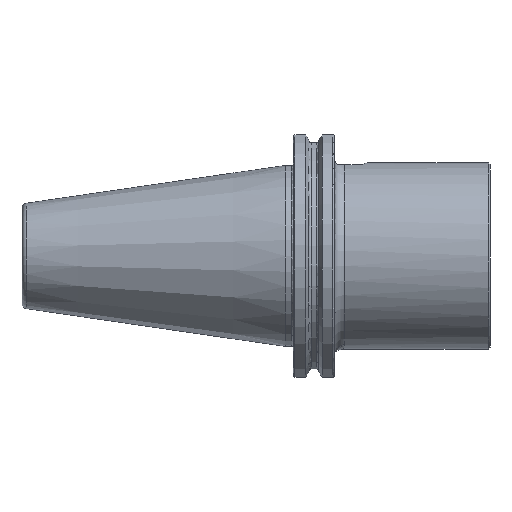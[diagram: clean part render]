
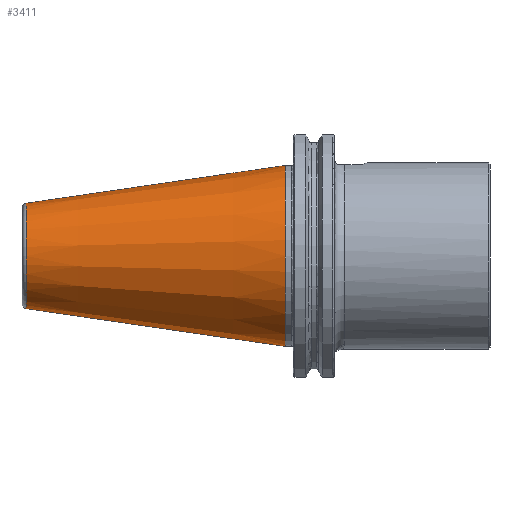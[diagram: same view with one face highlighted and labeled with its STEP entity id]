
A CAD part, front view. The second image highlights one B-rep face of the part: STEP entity #3411.
In plain terms, the highlighted conical face has half-angle 8.297 degrees and reference radius 34.925 mm.
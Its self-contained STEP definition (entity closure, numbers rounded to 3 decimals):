
#178 = CARTESIAN_POINT ( 'NONE',  ( -99.889, 0., 20.358 ) ) ;
#183 = FACE_OUTER_BOUND ( 'NONE', #3051, .T. ) ;
#185 = CARTESIAN_POINT ( 'NONE',  ( 0., 0., -34.925 ) ) ;
#337 = AXIS2_PLACEMENT_3D ( 'NONE', #5322, #2454, #5805 ) ;
#611 = CARTESIAN_POINT ( 'NONE',  ( -99.889, 0., -20.358 ) ) ;
#763 = AXIS2_PLACEMENT_3D ( 'NONE', #1509, #4849, #5304 ) ;
#873 = ORIENTED_EDGE ( 'NONE', *, *, #2177, .F. ) ;
#1376 = ORIENTED_EDGE ( 'NONE', *, *, #3767, .T. ) ;
#1509 = CARTESIAN_POINT ( 'NONE',  ( 0., 0., 0. ) ) ;
#1527 = EDGE_CURVE ( 'NONE', #4941, #3827, #5986, .T. ) ;
#1659 = VERTEX_POINT ( 'NONE', #3964 ) ;
#1946 = CARTESIAN_POINT ( 'NONE',  ( -99.889, 0., 0. ) ) ;
#2174 = VECTOR ( 'NONE', #3286, 1000. ) ;
#2177 = EDGE_CURVE ( 'NONE', #6056, #1659, #4733, .T. ) ;
#2424 = DIRECTION ( 'NONE',  ( 0., 0., 1. ) ) ;
#2454 = DIRECTION ( 'NONE',  ( -1., 0., 0. ) ) ;
#2496 = CONICAL_SURFACE ( 'NONE', #763, 34.925, 0.145 ) ;
#2605 = EDGE_CURVE ( 'NONE', #4941, #6056, #3716, .T. ) ;
#2751 = ORIENTED_EDGE ( 'NONE', *, *, #1527, .T. ) ;
#2875 = AXIS2_PLACEMENT_3D ( 'NONE', #1946, #5288, #2424 ) ;
#3039 = ORIENTED_EDGE ( 'NONE', *, *, #2605, .F. ) ;
#3051 = EDGE_LOOP ( 'NONE', ( #873, #3039, #2751, #1376 ) ) ;
#3068 = CARTESIAN_POINT ( 'NONE',  ( 0., 0., -34.925 ) ) ;
#3286 = DIRECTION ( 'NONE',  ( 0.99, 0., 0.144 ) ) ;
#3411 = ADVANCED_FACE ( 'NONE', ( #183 ), #2496, .T. ) ;
#3716 = CIRCLE ( 'NONE', #2875, 20.358 ) ;
#3767 = EDGE_CURVE ( 'NONE', #3827, #1659, #3849, .T. ) ;
#3827 = VERTEX_POINT ( 'NONE', #185 ) ;
#3849 = CIRCLE ( 'NONE', #337, 34.925 ) ;
#3964 = CARTESIAN_POINT ( 'NONE',  ( 0., 0., 34.925 ) ) ;
#3972 = DIRECTION ( 'NONE',  ( 0.99, 0., -0.144 ) ) ;
#4626 = CARTESIAN_POINT ( 'NONE',  ( 0., 0., 34.925 ) ) ;
#4733 = LINE ( 'NONE', #4626, #2174 ) ;
#4849 = DIRECTION ( 'NONE',  ( 1., 0., 0. ) ) ;
#4941 = VERTEX_POINT ( 'NONE', #611 ) ;
#5288 = DIRECTION ( 'NONE',  ( -1., 0., 0. ) ) ;
#5304 = DIRECTION ( 'NONE',  ( 0., 0., -1. ) ) ;
#5322 = CARTESIAN_POINT ( 'NONE',  ( 0., 0., 0. ) ) ;
#5805 = DIRECTION ( 'NONE',  ( 0., 0., 1. ) ) ;
#5838 = VECTOR ( 'NONE', #3972, 1000. ) ;
#5986 = LINE ( 'NONE', #3068, #5838 ) ;
#6056 = VERTEX_POINT ( 'NONE', #178 ) ;
